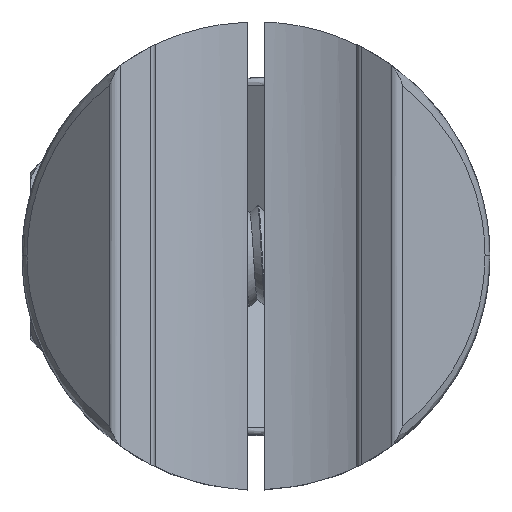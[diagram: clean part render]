
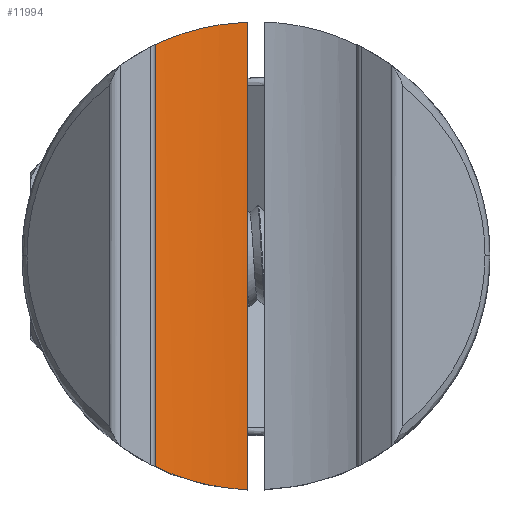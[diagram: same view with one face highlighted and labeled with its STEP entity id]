
A CAD part, top view. The second image highlights one B-rep face of the part: STEP entity #11994.
In plain terms, the highlighted cylindrical face has radius 14.2 mm (diameter 28.4 mm), a partial arc.
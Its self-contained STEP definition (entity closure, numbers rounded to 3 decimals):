
#874 = CARTESIAN_POINT ( 'NONE',  ( -1.558, -13.953, 79.783 ) ) ;
#1053 = B_SPLINE_CURVE_WITH_KNOTS ( 'NONE', 3,
 ( #4487, #13238, #10057, #11522, #874, #7800 ),
 .UNSPECIFIED., .F., .F.,
 ( 4, 2, 4 ),
 ( 0., 0.5, 1. ),
 .UNSPECIFIED. ) ;
#1206 = VERTEX_POINT ( 'NONE', #3525 ) ;
#2026 = EDGE_CURVE ( 'NONE', #1206, #18802, #3682, .T. ) ;
#2496 = AXIS2_PLACEMENT_3D ( 'NONE', #6326, #13272, #9864 ) ;
#2771 = VECTOR ( 'NONE', #9832, 1000. ) ;
#3525 = CARTESIAN_POINT ( 'NONE',  ( -0.5, 13.991, 79.746 ) ) ;
#3682 = B_SPLINE_CURVE_WITH_KNOTS ( 'NONE', 3,
 ( #20977, #7227, #5412, #6897, #8609, #22331 ),
 .UNSPECIFIED., .F., .F.,
 ( 4, 2, 4 ),
 ( 0., 0.5, 1. ),
 .UNSPECIFIED. ) ;
#4487 = CARTESIAN_POINT ( 'NONE',  ( -6.694, -12.296, 81.414 ) ) ;
#4911 = DIRECTION ( 'NONE',  ( 0., 1., 0. ) ) ;
#5412 = CARTESIAN_POINT ( 'NONE',  ( -2.622, 13.793, 79.939 ) ) ;
#5735 = VERTEX_POINT ( 'NONE', #12648 ) ;
#6326 = CARTESIAN_POINT ( 'NONE',  ( 0., 50., 93.937 ) ) ;
#6514 = ORIENTED_EDGE ( 'NONE', *, *, #16578, .F. ) ;
#6530 = CARTESIAN_POINT ( 'NONE',  ( -6.694, -12.296, 81.414 ) ) ;
#6897 = CARTESIAN_POINT ( 'NONE',  ( -4.706, 13.228, 80.496 ) ) ;
#7227 = CARTESIAN_POINT ( 'NONE',  ( -1.558, 13.953, 79.783 ) ) ;
#7800 = CARTESIAN_POINT ( 'NONE',  ( -0.5, -13.991, 79.746 ) ) ;
#8012 = LINE ( 'NONE', #18236, #2771 ) ;
#8609 = CARTESIAN_POINT ( 'NONE',  ( -5.726, 12.823, 80.896 ) ) ;
#9300 = VECTOR ( 'NONE', #4911, 1000. ) ;
#9832 = DIRECTION ( 'NONE',  ( 0., -1., 0. ) ) ;
#9864 = DIRECTION ( 'NONE',  ( 0., 0., -1. ) ) ;
#10057 = CARTESIAN_POINT ( 'NONE',  ( -4.706, -13.228, 80.496 ) ) ;
#11522 = CARTESIAN_POINT ( 'NONE',  ( -2.622, -13.793, 79.939 ) ) ;
#11994 = ADVANCED_FACE ( 'NONE', ( #21463 ), #16905, .F. ) ;
#12258 = VERTEX_POINT ( 'NONE', #6530 ) ;
#12515 = ORIENTED_EDGE ( 'NONE', *, *, #18969, .T. ) ;
#12648 = CARTESIAN_POINT ( 'NONE',  ( -0.5, -13.991, 79.746 ) ) ;
#13206 = LINE ( 'NONE', #20478, #9300 ) ;
#13238 = CARTESIAN_POINT ( 'NONE',  ( -5.726, -12.823, 80.896 ) ) ;
#13272 = DIRECTION ( 'NONE',  ( 0., 1., 0. ) ) ;
#16578 = EDGE_CURVE ( 'NONE', #12258, #18802, #13206, .T. ) ;
#16905 = CYLINDRICAL_SURFACE ( 'NONE', #2496, 14.2 ) ;
#17251 = EDGE_CURVE ( 'NONE', #1206, #5735, #8012, .T. ) ;
#17802 = ORIENTED_EDGE ( 'NONE', *, *, #17251, .F. ) ;
#18236 = CARTESIAN_POINT ( 'NONE',  ( -0.5, 13.991, 79.746 ) ) ;
#18802 = VERTEX_POINT ( 'NONE', #18863 ) ;
#18863 = CARTESIAN_POINT ( 'NONE',  ( -6.694, 12.296, 81.414 ) ) ;
#18969 = EDGE_CURVE ( 'NONE', #12258, #5735, #1053, .T. ) ;
#19116 = EDGE_LOOP ( 'NONE', ( #19410, #6514, #12515, #17802 ) ) ;
#19410 = ORIENTED_EDGE ( 'NONE', *, *, #2026, .T. ) ;
#20478 = CARTESIAN_POINT ( 'NONE',  ( -6.694, -12.296, 81.414 ) ) ;
#20977 = CARTESIAN_POINT ( 'NONE',  ( -0.5, 13.991, 79.746 ) ) ;
#21463 = FACE_OUTER_BOUND ( 'NONE', #19116, .T. ) ;
#22331 = CARTESIAN_POINT ( 'NONE',  ( -6.694, 12.296, 81.414 ) ) ;
